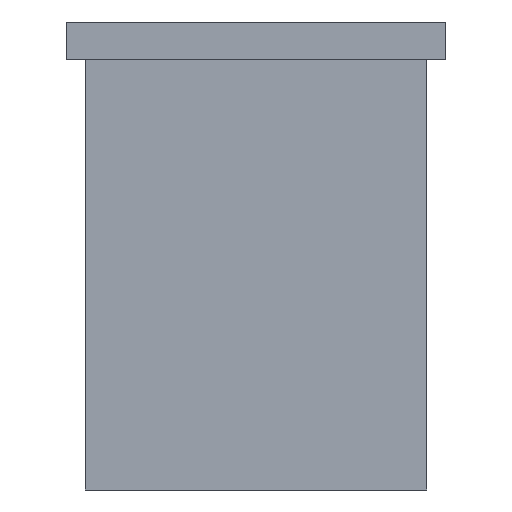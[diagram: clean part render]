
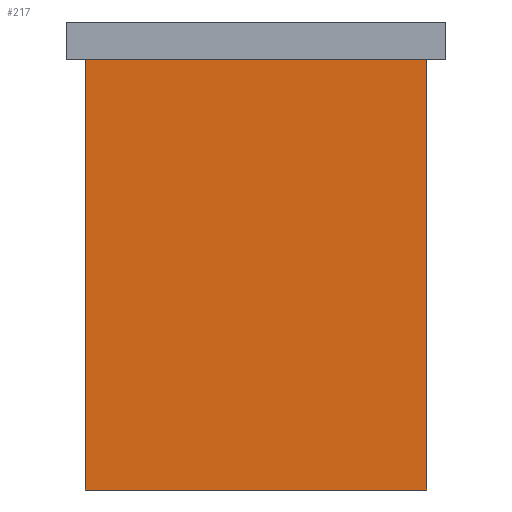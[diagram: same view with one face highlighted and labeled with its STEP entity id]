
A CAD part, left-side view. The second image highlights one B-rep face of the part: STEP entity #217.
In plain terms, the highlighted planar face has unit normal (-1, 0, 0).
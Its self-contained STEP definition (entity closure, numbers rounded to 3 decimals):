
#30=FACE_OUTER_BOUND('',#43,.T.);
#43=EDGE_LOOP('',(#183,#184,#185,#186));
#55=LINE('',#320,#80);
#66=LINE('',#342,#91);
#70=LINE('',#355,#95);
#72=LINE('',#358,#97);
#80=VECTOR('',#259,10.);
#91=VECTOR('',#280,10.);
#95=VECTOR('',#294,10.);
#97=VECTOR('',#298,10.);
#103=VERTEX_POINT('',#314);
#105=VERTEX_POINT('',#318);
#111=VERTEX_POINT('',#340);
#115=VERTEX_POINT('',#354);
#123=EDGE_CURVE('',#103,#105,#55,.T.);
#134=EDGE_CURVE('',#111,#105,#66,.T.);
#140=EDGE_CURVE('',#115,#103,#70,.T.);
#142=EDGE_CURVE('',#111,#115,#72,.T.);
#183=ORIENTED_EDGE('',*,*,#123,.T.);
#184=ORIENTED_EDGE('',*,*,#134,.F.);
#185=ORIENTED_EDGE('',*,*,#142,.T.);
#186=ORIENTED_EDGE('',*,*,#140,.T.);
#205=PLANE('',#245);
#217=ADVANCED_FACE('',(#30),#205,.T.);
#245=AXIS2_PLACEMENT_3D('',#357,#296,#297);
#259=DIRECTION('',(0.,1.,0.));
#280=DIRECTION('',(0.,0.,1.));
#294=DIRECTION('',(0.,0.,1.));
#296=DIRECTION('center_axis',(-1.,0.,0.));
#297=DIRECTION('ref_axis',(0.,-1.,0.));
#298=DIRECTION('',(0.,-1.,0.));
#314=CARTESIAN_POINT('',(-15.55,-18.25,46.));
#318=CARTESIAN_POINT('',(-15.55,18.25,46.));
#320=CARTESIAN_POINT('',(-15.55,9.125,46.));
#340=CARTESIAN_POINT('',(-15.55,18.25,0.));
#342=CARTESIAN_POINT('',(-15.55,18.25,0.));
#354=CARTESIAN_POINT('',(-15.55,-18.25,0.));
#355=CARTESIAN_POINT('',(-15.55,-18.25,0.));
#357=CARTESIAN_POINT('Origin',(-15.55,18.25,0.));
#358=CARTESIAN_POINT('',(-15.55,18.25,0.));
